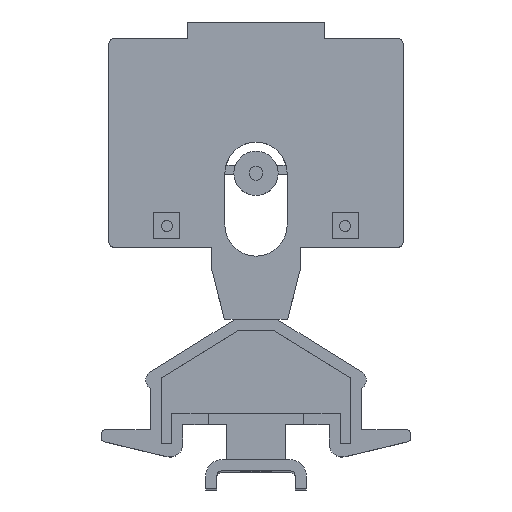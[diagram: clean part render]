
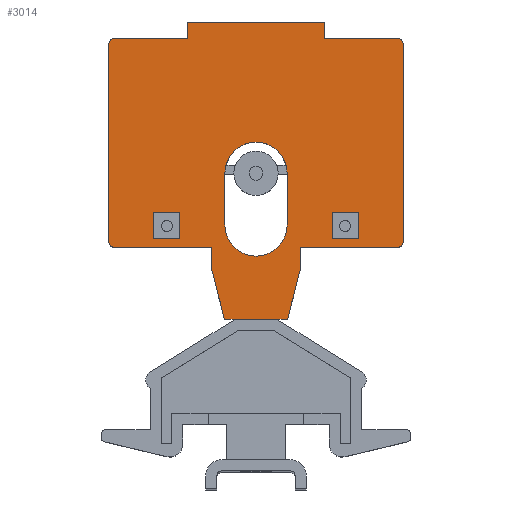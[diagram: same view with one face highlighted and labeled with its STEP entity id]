
A CAD part, top view. The second image highlights one B-rep face of the part: STEP entity #3014.
In plain terms, the highlighted planar face has unit normal (0, 0, 1).
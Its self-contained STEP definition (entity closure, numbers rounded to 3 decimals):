
#467=CARTESIAN_POINT('',(0.,52.875,6.));
#468=DIRECTION('',(0.,0.,-1.));
#469=DIRECTION('',(-1.,0.,0.));
#470=AXIS2_PLACEMENT_3D('',#467,#468,#469);
#472=DIRECTION('',(0.,1.,0.));
#473=VECTOR('',#472,9.35);
#474=CARTESIAN_POINT('',(-5.625,43.525,6.));
#475=LINE('',#474,#473);
#476=CARTESIAN_POINT('',(0.,43.525,6.));
#477=DIRECTION('',(0.,0.,-1.));
#478=DIRECTION('',(1.,0.,0.));
#479=AXIS2_PLACEMENT_3D('',#476,#477,#478);
#481=DIRECTION('',(0.,-1.,0.));
#482=VECTOR('',#481,9.35);
#483=CARTESIAN_POINT('',(5.625,52.875,6.));
#484=LINE('',#483,#482);
#485=DIRECTION('',(0.,-1.,0.));
#486=VECTOR('',#485,4.7);
#487=CARTESIAN_POINT('',(13.75,45.7,6.));
#488=LINE('',#487,#486);
#489=DIRECTION('',(1.,0.,0.));
#490=VECTOR('',#489,4.75);
#491=CARTESIAN_POINT('',(13.75,41.,6.));
#492=LINE('',#491,#490);
#493=DIRECTION('',(0.,1.,0.));
#494=VECTOR('',#493,4.7);
#495=CARTESIAN_POINT('',(18.5,41.,6.));
#496=LINE('',#495,#494);
#497=DIRECTION('',(-1.,0.,0.));
#498=VECTOR('',#497,4.75);
#499=CARTESIAN_POINT('',(18.5,45.7,6.));
#500=LINE('',#499,#498);
#501=DIRECTION('',(1.,0.,0.));
#502=VECTOR('',#501,4.75);
#503=CARTESIAN_POINT('',(-18.5,41.,6.));
#504=LINE('',#503,#502);
#505=DIRECTION('',(0.,1.,0.));
#506=VECTOR('',#505,4.7);
#507=CARTESIAN_POINT('',(-13.75,41.,6.));
#508=LINE('',#507,#506);
#509=DIRECTION('',(-1.,0.,0.));
#510=VECTOR('',#509,4.75);
#511=CARTESIAN_POINT('',(-13.75,45.7,6.));
#512=LINE('',#511,#510);
#513=DIRECTION('',(0.,-1.,0.));
#514=VECTOR('',#513,4.7);
#515=CARTESIAN_POINT('',(-18.5,45.7,6.));
#516=LINE('',#515,#514);
#517=CARTESIAN_POINT('',(25.6,40.5,6.));
#518=DIRECTION('',(0.,0.,1.));
#519=DIRECTION('',(0.,-1.,0.));
#520=AXIS2_PLACEMENT_3D('',#517,#518,#519);
#522=DIRECTION('',(-1.,0.,0.));
#523=VECTOR('',#522,17.6);
#524=CARTESIAN_POINT('',(25.6,39.5,6.));
#525=LINE('',#524,#523);
#526=DIRECTION('',(0.,-1.,0.));
#527=VECTOR('',#526,4.);
#528=CARTESIAN_POINT('',(8.,39.5,6.));
#529=LINE('',#528,#527);
#530=DIRECTION('',(-0.248,-0.969,0.));
#531=VECTOR('',#530,9.289);
#532=CARTESIAN_POINT('',(8.,35.5,6.));
#533=LINE('',#532,#531);
#534=DIRECTION('',(-1.,0.,0.));
#535=VECTOR('',#534,1.95);
#536=CARTESIAN_POINT('',(5.7,26.5,6.));
#537=LINE('',#536,#535);
#538=DIRECTION('',(-1.,0.,0.));
#539=VECTOR('',#538,1.95);
#540=CARTESIAN_POINT('',(-3.75,26.5,6.));
#541=LINE('',#540,#539);
#542=DIRECTION('',(-0.248,0.969,0.));
#543=VECTOR('',#542,9.289);
#544=CARTESIAN_POINT('',(-5.7,26.5,6.));
#545=LINE('',#544,#543);
#546=DIRECTION('',(0.,1.,0.));
#547=VECTOR('',#546,4.);
#548=CARTESIAN_POINT('',(-8.,35.5,6.));
#549=LINE('',#548,#547);
#550=DIRECTION('',(-1.,0.,0.));
#551=VECTOR('',#550,17.6);
#552=CARTESIAN_POINT('',(-8.,39.5,6.));
#553=LINE('',#552,#551);
#554=CARTESIAN_POINT('',(-25.6,40.5,6.));
#555=DIRECTION('',(0.,0.,1.));
#556=DIRECTION('',(-1.,0.,0.));
#557=AXIS2_PLACEMENT_3D('',#554,#555,#556);
#559=DIRECTION('',(0.,1.,0.));
#560=VECTOR('',#559,35.7);
#561=CARTESIAN_POINT('',(-26.6,40.5,6.));
#562=LINE('',#561,#560);
#563=CARTESIAN_POINT('',(-25.6,76.2,6.));
#564=DIRECTION('',(0.,0.,1.));
#565=DIRECTION('',(0.,1.,0.));
#566=AXIS2_PLACEMENT_3D('',#563,#564,#565);
#568=DIRECTION('',(1.,0.,0.));
#569=VECTOR('',#568,13.2);
#570=CARTESIAN_POINT('',(-25.6,77.2,6.));
#571=LINE('',#570,#569);
#572=DIRECTION('',(0.,1.,0.));
#573=VECTOR('',#572,3.);
#574=CARTESIAN_POINT('',(-12.4,77.2,6.));
#575=LINE('',#574,#573);
#576=DIRECTION('',(1.,0.,0.));
#577=VECTOR('',#576,13.2);
#578=CARTESIAN_POINT('',(12.4,77.2,6.));
#579=LINE('',#578,#577);
#580=CARTESIAN_POINT('',(25.6,76.2,6.));
#581=DIRECTION('',(0.,0.,1.));
#582=DIRECTION('',(1.,0.,0.));
#583=AXIS2_PLACEMENT_3D('',#580,#581,#582);
#585=DIRECTION('',(0.,-1.,0.));
#586=VECTOR('',#585,35.7);
#587=CARTESIAN_POINT('',(26.6,76.2,6.));
#588=LINE('',#587,#586);
#909=DIRECTION('',(-1.,0.,0.));
#910=VECTOR('',#909,7.5);
#911=CARTESIAN_POINT('',(3.75,26.5,6.));
#912=LINE('',#911,#910);
#1681=DIRECTION('',(1.,0.,0.));
#1682=VECTOR('',#1681,24.8);
#1683=CARTESIAN_POINT('',(-12.4,80.2,6.));
#1684=LINE('',#1683,#1682);
#1697=DIRECTION('',(0.,1.,0.));
#1698=VECTOR('',#1697,3.);
#1699=CARTESIAN_POINT('',(12.4,77.2,6.));
#1700=LINE('',#1699,#1698);
#2025=CARTESIAN_POINT('',(-8.,35.5,6.));
#2026=CARTESIAN_POINT('',(-8.,39.5,6.));
#2027=VERTEX_POINT('',#2025);
#2028=VERTEX_POINT('',#2026);
#2029=CARTESIAN_POINT('',(8.,39.5,6.));
#2030=CARTESIAN_POINT('',(8.,35.5,6.));
#2031=VERTEX_POINT('',#2029);
#2032=VERTEX_POINT('',#2030);
#2033=CARTESIAN_POINT('',(3.75,26.5,6.));
#2034=CARTESIAN_POINT('',(-3.75,26.5,6.));
#2035=VERTEX_POINT('',#2033);
#2036=VERTEX_POINT('',#2034);
#2045=CARTESIAN_POINT('',(-5.625,52.875,6.));
#2046=CARTESIAN_POINT('',(5.625,52.875,6.));
#2047=VERTEX_POINT('',#2045);
#2048=VERTEX_POINT('',#2046);
#2049=CARTESIAN_POINT('',(5.625,43.525,6.));
#2050=VERTEX_POINT('',#2049);
#2051=CARTESIAN_POINT('',(-5.625,43.525,6.));
#2052=VERTEX_POINT('',#2051);
#2053=CARTESIAN_POINT('',(-12.4,80.2,6.));
#2054=CARTESIAN_POINT('',(12.4,80.2,6.));
#2055=VERTEX_POINT('',#2053);
#2056=VERTEX_POINT('',#2054);
#2061=CARTESIAN_POINT('',(12.4,77.2,6.));
#2063=VERTEX_POINT('',#2061);
#2065=CARTESIAN_POINT('',(-12.4,77.2,6.));
#2067=VERTEX_POINT('',#2065);
#2173=CARTESIAN_POINT('',(13.75,45.7,6.));
#2174=CARTESIAN_POINT('',(13.75,41.,6.));
#2175=VERTEX_POINT('',#2173);
#2176=VERTEX_POINT('',#2174);
#2177=CARTESIAN_POINT('',(18.5,41.,6.));
#2178=VERTEX_POINT('',#2177);
#2179=CARTESIAN_POINT('',(18.5,45.7,6.));
#2180=VERTEX_POINT('',#2179);
#2181=CARTESIAN_POINT('',(-18.5,41.,6.));
#2182=CARTESIAN_POINT('',(-13.75,41.,6.));
#2183=VERTEX_POINT('',#2181);
#2184=VERTEX_POINT('',#2182);
#2185=CARTESIAN_POINT('',(-13.75,45.7,6.));
#2186=VERTEX_POINT('',#2185);
#2187=CARTESIAN_POINT('',(-18.5,45.7,6.));
#2188=VERTEX_POINT('',#2187);
#2253=CARTESIAN_POINT('',(25.6,39.5,6.));
#2254=CARTESIAN_POINT('',(26.6,40.5,6.));
#2255=VERTEX_POINT('',#2253);
#2256=VERTEX_POINT('',#2254);
#2261=CARTESIAN_POINT('',(-26.6,40.5,6.));
#2262=CARTESIAN_POINT('',(-25.6,39.5,6.));
#2263=VERTEX_POINT('',#2261);
#2264=VERTEX_POINT('',#2262);
#2269=CARTESIAN_POINT('',(-25.6,77.2,6.));
#2270=CARTESIAN_POINT('',(-26.6,76.2,6.));
#2271=VERTEX_POINT('',#2269);
#2272=VERTEX_POINT('',#2270);
#2277=CARTESIAN_POINT('',(26.6,76.2,6.));
#2278=CARTESIAN_POINT('',(25.6,77.2,6.));
#2279=VERTEX_POINT('',#2277);
#2280=VERTEX_POINT('',#2278);
#2533=CARTESIAN_POINT('',(5.7,26.5,6.));
#2534=VERTEX_POINT('',#2533);
#2535=CARTESIAN_POINT('',(-5.7,26.5,6.));
#2536=VERTEX_POINT('',#2535);
#2940=CARTESIAN_POINT('',(0.,0.,6.));
#2941=DIRECTION('',(0.,0.,-1.));
#2942=DIRECTION('',(-1.,0.,0.));
#2943=AXIS2_PLACEMENT_3D('',#2940,#2941,#2942);
#2944=PLANE('',#2943);
#2946=ORIENTED_EDGE('',*,*,#2945,.F.);
#2948=ORIENTED_EDGE('',*,*,#2947,.T.);
#2950=ORIENTED_EDGE('',*,*,#2949,.T.);
#2952=ORIENTED_EDGE('',*,*,#2951,.T.);
#2954=ORIENTED_EDGE('',*,*,#2953,.T.);
#2956=ORIENTED_EDGE('',*,*,#2955,.T.);
#2958=ORIENTED_EDGE('',*,*,#2957,.T.);
#2960=ORIENTED_EDGE('',*,*,#2959,.T.);
#2962=ORIENTED_EDGE('',*,*,#2961,.T.);
#2964=ORIENTED_EDGE('',*,*,#2963,.T.);
#2966=ORIENTED_EDGE('',*,*,#2965,.F.);
#2968=ORIENTED_EDGE('',*,*,#2967,.T.);
#2970=ORIENTED_EDGE('',*,*,#2969,.F.);
#2972=ORIENTED_EDGE('',*,*,#2971,.T.);
#2974=ORIENTED_EDGE('',*,*,#2973,.T.);
#2976=ORIENTED_EDGE('',*,*,#2975,.T.);
#2978=ORIENTED_EDGE('',*,*,#2977,.F.);
#2980=ORIENTED_EDGE('',*,*,#2979,.T.);
#2982=ORIENTED_EDGE('',*,*,#2981,.F.);
#2984=ORIENTED_EDGE('',*,*,#2983,.T.);
#2985=EDGE_LOOP('',(#2946,#2948,#2950,#2952,#2954,#2956,#2958,#2960,#2962,#2964,
#2966,#2968,#2970,#2972,#2974,#2976,#2978,#2980,#2982,#2984));
#2986=FACE_OUTER_BOUND('',#2985,.F.);
#2988=ORIENTED_EDGE('',*,*,#2987,.T.);
#2990=ORIENTED_EDGE('',*,*,#2989,.T.);
#2992=ORIENTED_EDGE('',*,*,#2991,.T.);
#2994=ORIENTED_EDGE('',*,*,#2993,.T.);
#2995=EDGE_LOOP('',(#2988,#2990,#2992,#2994));
#2996=FACE_BOUND('',#2995,.F.);
#2998=ORIENTED_EDGE('',*,*,#2997,.T.);
#3000=ORIENTED_EDGE('',*,*,#2999,.T.);
#3002=ORIENTED_EDGE('',*,*,#3001,.T.);
#3004=ORIENTED_EDGE('',*,*,#3003,.T.);
#3005=EDGE_LOOP('',(#2998,#3000,#3002,#3004));
#3006=FACE_BOUND('',#3005,.F.);
#3007=ORIENTED_EDGE('',*,*,#2636,.F.);
#3008=ORIENTED_EDGE('',*,*,#2749,.F.);
#3010=ORIENTED_EDGE('',*,*,#3009,.F.);
#3011=ORIENTED_EDGE('',*,*,#2919,.F.);
#3012=EDGE_LOOP('',(#3007,#3008,#3010,#3011));
#3013=FACE_BOUND('',#3012,.F.);
#3014=ADVANCED_FACE('',(#2986,#2996,#3006,#3013),#2944,.F.);
#471=CIRCLE('',#470,5.625);
#480=CIRCLE('',#479,5.625);
#521=CIRCLE('',#520,1.);
#558=CIRCLE('',#557,1.);
#567=CIRCLE('',#566,1.);
#584=CIRCLE('',#583,1.);
#2636=EDGE_CURVE('',#2047,#2048,#471,.T.);
#2749=EDGE_CURVE('',#2052,#2047,#475,.T.);
#2919=EDGE_CURVE('',#2048,#2050,#484,.T.);
#2945=EDGE_CURVE('',#2255,#2256,#521,.T.);
#2947=EDGE_CURVE('',#2255,#2031,#525,.T.);
#2949=EDGE_CURVE('',#2031,#2032,#529,.T.);
#2951=EDGE_CURVE('',#2032,#2534,#533,.T.);
#2953=EDGE_CURVE('',#2534,#2035,#537,.T.);
#2955=EDGE_CURVE('',#2035,#2036,#912,.T.);
#2957=EDGE_CURVE('',#2036,#2536,#541,.T.);
#2959=EDGE_CURVE('',#2536,#2027,#545,.T.);
#2961=EDGE_CURVE('',#2027,#2028,#549,.T.);
#2963=EDGE_CURVE('',#2028,#2264,#553,.T.);
#2965=EDGE_CURVE('',#2263,#2264,#558,.T.);
#2967=EDGE_CURVE('',#2263,#2272,#562,.T.);
#2969=EDGE_CURVE('',#2271,#2272,#567,.T.);
#2971=EDGE_CURVE('',#2271,#2067,#571,.T.);
#2973=EDGE_CURVE('',#2067,#2055,#575,.T.);
#2975=EDGE_CURVE('',#2055,#2056,#1684,.T.);
#2977=EDGE_CURVE('',#2063,#2056,#1700,.T.);
#2979=EDGE_CURVE('',#2063,#2280,#579,.T.);
#2981=EDGE_CURVE('',#2279,#2280,#584,.T.);
#2983=EDGE_CURVE('',#2279,#2256,#588,.T.);
#2987=EDGE_CURVE('',#2175,#2176,#488,.T.);
#2989=EDGE_CURVE('',#2176,#2178,#492,.T.);
#2991=EDGE_CURVE('',#2178,#2180,#496,.T.);
#2993=EDGE_CURVE('',#2180,#2175,#500,.T.);
#2997=EDGE_CURVE('',#2183,#2184,#504,.T.);
#2999=EDGE_CURVE('',#2184,#2186,#508,.T.);
#3001=EDGE_CURVE('',#2186,#2188,#512,.T.);
#3003=EDGE_CURVE('',#2188,#2183,#516,.T.);
#3009=EDGE_CURVE('',#2050,#2052,#480,.T.);
